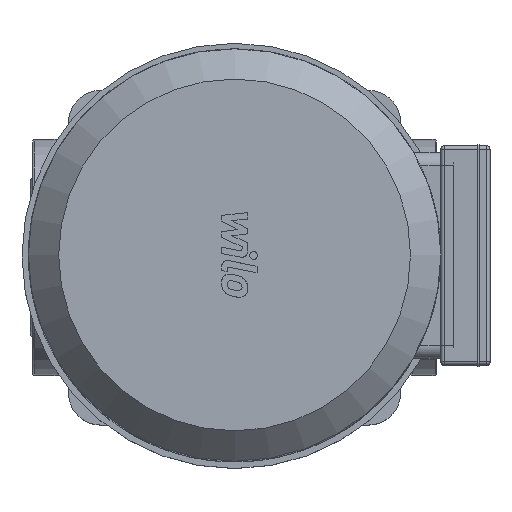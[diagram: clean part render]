
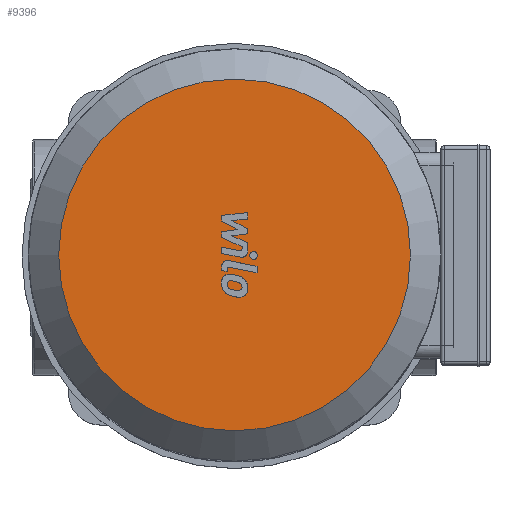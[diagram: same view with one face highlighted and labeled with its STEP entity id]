
A CAD part, top view. The second image highlights one B-rep face of the part: STEP entity #9396.
In plain terms, the highlighted planar face has unit normal (0, 0, 1).
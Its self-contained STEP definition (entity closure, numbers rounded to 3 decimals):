
#2014=PLANE('',#10123);
#2612=FACE_OUTER_BOUND('',#3253,.T.);
#3253=EDGE_LOOP('',(#7327));
#3826=CIRCLE('',#10119,137.75);
#4416=VERTEX_POINT('',#14947);
#5503=EDGE_CURVE('',#4416,#4416,#3826,.T.);
#7327=ORIENTED_EDGE('',*,*,#5503,.F.);
#9396=ADVANCED_FACE('',(#2612),#2014,.F.);
#10119=AXIS2_PLACEMENT_3D('',#14948,#11735,#11736);
#10123=AXIS2_PLACEMENT_3D('',#14954,#11743,#11744);
#11735=DIRECTION('center_axis',(0.,0.,
-1.));
#11736=DIRECTION('ref_axis',(0.,1.,0.));
#11743=DIRECTION('center_axis',(0.,0.,
-1.));
#11744=DIRECTION('ref_axis',(0.,1.,0.));
#14947=CARTESIAN_POINT('',(0.,-137.75,1302.));
#14948=CARTESIAN_POINT('Origin',(0.,0.,1302.));
#14954=CARTESIAN_POINT('Origin',(0.,0.,
1302.));
